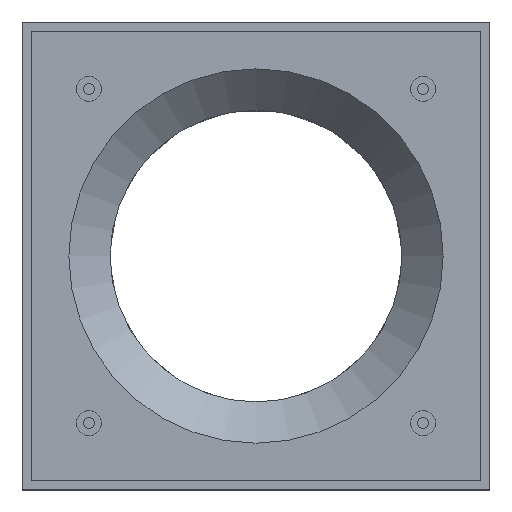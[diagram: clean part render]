
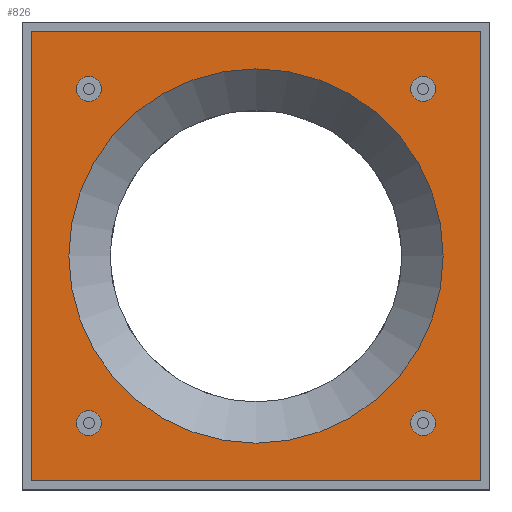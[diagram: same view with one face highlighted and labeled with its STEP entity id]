
A CAD part, top view. The second image highlights one B-rep face of the part: STEP entity #826.
In plain terms, the highlighted planar face has unit normal (0, 0, 1).
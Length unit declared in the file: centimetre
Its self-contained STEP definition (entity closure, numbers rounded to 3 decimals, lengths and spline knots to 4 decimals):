
#54=FACE_BOUND('',#205,.T.);
#55=FACE_BOUND('',#206,.T.);
#56=FACE_BOUND('',#207,.T.);
#57=FACE_BOUND('',#208,.T.);
#58=FACE_BOUND('',#209,.T.);
#82=CIRCLE('',#893,60.);
#83=CIRCLE('',#894,4.);
#84=CIRCLE('',#895,4.);
#85=CIRCLE('',#896,4.);
#86=CIRCLE('',#897,4.);
#140=FACE_OUTER_BOUND('',#204,.T.);
#204=EDGE_LOOP('',(#590,#591,#592,#593));
#205=EDGE_LOOP('',(#594));
#206=EDGE_LOOP('',(#595));
#207=EDGE_LOOP('',(#596));
#208=EDGE_LOOP('',(#597));
#209=EDGE_LOOP('',(#598));
#293=LINE('',#1309,#346);
#297=LINE('',#1317,#350);
#300=LINE('',#1323,#353);
#303=LINE('',#1327,#356);
#346=VECTOR('',#1013,1.);
#350=VECTOR('',#1019,1.);
#353=VECTOR('',#1024,1.);
#356=VECTOR('',#1029,1.);
#398=VERTEX_POINT('',#1305);
#400=VERTEX_POINT('',#1308);
#403=VERTEX_POINT('',#1316);
#405=VERTEX_POINT('',#1322);
#406=VERTEX_POINT('',#1329);
#407=VERTEX_POINT('',#1331);
#408=VERTEX_POINT('',#1333);
#409=VERTEX_POINT('',#1335);
#410=VERTEX_POINT('',#1337);
#469=EDGE_CURVE('',#400,#398,#293,.T.);
#473=EDGE_CURVE('',#403,#400,#297,.T.);
#476=EDGE_CURVE('',#405,#403,#300,.T.);
#479=EDGE_CURVE('',#398,#405,#303,.T.);
#480=EDGE_CURVE('',#406,#406,#82,.T.);
#481=EDGE_CURVE('',#407,#407,#83,.T.);
#482=EDGE_CURVE('',#408,#408,#84,.T.);
#483=EDGE_CURVE('',#409,#409,#85,.T.);
#484=EDGE_CURVE('',#410,#410,#86,.T.);
#590=ORIENTED_EDGE('',*,*,#479,.T.);
#591=ORIENTED_EDGE('',*,*,#476,.T.);
#592=ORIENTED_EDGE('',*,*,#473,.T.);
#593=ORIENTED_EDGE('',*,*,#469,.T.);
#594=ORIENTED_EDGE('',*,*,#480,.T.);
#595=ORIENTED_EDGE('',*,*,#481,.T.);
#596=ORIENTED_EDGE('',*,*,#482,.T.);
#597=ORIENTED_EDGE('',*,*,#483,.T.);
#598=ORIENTED_EDGE('',*,*,#484,.T.);
#790=PLANE('',#892);
#826=ADVANCED_FACE('',(#140,#54,#55,#56,#57,#58),#790,.T.);
#892=AXIS2_PLACEMENT_3D('',#1328,#1030,#1031);
#893=AXIS2_PLACEMENT_3D('',#1330,#1032,#1033);
#894=AXIS2_PLACEMENT_3D('',#1332,#1034,#1035);
#895=AXIS2_PLACEMENT_3D('',#1334,#1036,#1037);
#896=AXIS2_PLACEMENT_3D('',#1336,#1038,#1039);
#897=AXIS2_PLACEMENT_3D('',#1338,#1040,#1041);
#1013=DIRECTION('',(1.,0.,0.));
#1019=DIRECTION('',(0.,-1.,0.));
#1024=DIRECTION('',(-1.,0.,0.));
#1029=DIRECTION('',(0.,1.,0.));
#1030=DIRECTION('center_axis',(0.,0.,
1.));
#1031=DIRECTION('ref_axis',(0.,-1.,0.));
#1032=DIRECTION('center_axis',(0.,0.,
-1.));
#1033=DIRECTION('ref_axis',(1.,0.,0.));
#1034=DIRECTION('center_axis',(0.,0.,
-1.));
#1035=DIRECTION('ref_axis',(1.,0.,0.));
#1036=DIRECTION('center_axis',(0.,0.,
-1.));
#1037=DIRECTION('ref_axis',(1.,0.,0.));
#1038=DIRECTION('center_axis',(0.,0.,
-1.));
#1039=DIRECTION('ref_axis',(1.,0.,0.));
#1040=DIRECTION('center_axis',(0.,0.,
-1.));
#1041=DIRECTION('ref_axis',(1.,0.,0.));
#1305=CARTESIAN_POINT('',(72.,-72.,142.));
#1308=CARTESIAN_POINT('',(-72.,-72.,142.));
#1309=CARTESIAN_POINT('',(72.,-72.,142.));
#1316=CARTESIAN_POINT('',(-72.,72.,142.));
#1317=CARTESIAN_POINT('',(-72.,-71.75,142.));
#1322=CARTESIAN_POINT('',(72.,72.,142.));
#1323=CARTESIAN_POINT('',(-71.75,72.,142.));
#1327=CARTESIAN_POINT('',(72.,71.75,142.));
#1328=CARTESIAN_POINT('Origin',(62.,0.,142.));
#1329=CARTESIAN_POINT('',(-60.,0.,142.));
#1330=CARTESIAN_POINT('Origin',(0.,0.,
142.));
#1331=CARTESIAN_POINT('',(-57.5633,53.5633,142.));
#1332=CARTESIAN_POINT('Origin',(-53.5633,53.5633,142.));
#1333=CARTESIAN_POINT('',(49.5633,53.5633,142.));
#1334=CARTESIAN_POINT('Origin',(53.5633,53.5633,142.));
#1335=CARTESIAN_POINT('',(-57.5633,-53.5633,142.));
#1336=CARTESIAN_POINT('Origin',(-53.5633,-53.5633,142.));
#1337=CARTESIAN_POINT('',(49.5633,-53.5633,142.));
#1338=CARTESIAN_POINT('Origin',(53.5633,-53.5633,142.));
